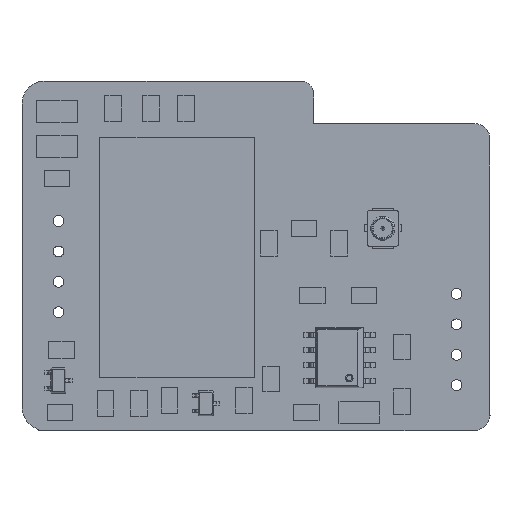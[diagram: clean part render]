
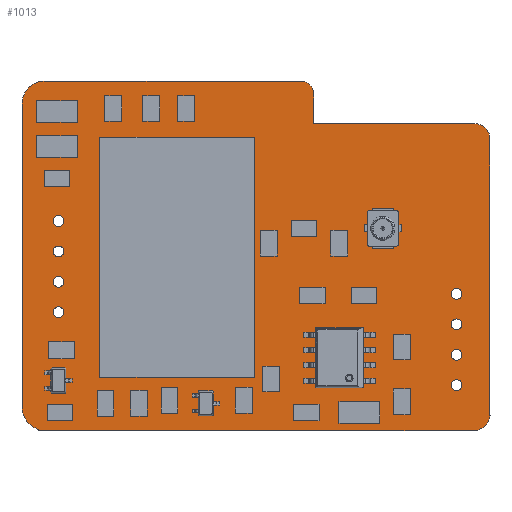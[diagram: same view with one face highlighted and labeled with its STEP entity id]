
A CAD part, top view. The second image highlights one B-rep face of the part: STEP entity #1013.
In plain terms, the highlighted planar face has unit normal (0, 0, 1).
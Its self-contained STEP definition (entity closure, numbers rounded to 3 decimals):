
#160 = VERTEX_POINT('',#161);
#161 = CARTESIAN_POINT('',(79.506,72.359,0.411));
#167 = EDGE_CURVE('',#160,#168,#170,.T.);
#168 = VERTEX_POINT('',#169);
#169 = CARTESIAN_POINT('',(78.105,74.426,0.411));
#170 = CIRCLE('',#171,2.036);
#171 = AXIS2_PLACEMENT_3D('',#172,#173,#174);
#172 = CARTESIAN_POINT('',(80.136,74.295,0.411));
#173 = DIRECTION('',(0.,0.,-1.));
#174 = DIRECTION('',(-0.31,-0.951,0.));
#200 = EDGE_CURVE('',#168,#201,#203,.T.);
#201 = VERTEX_POINT('',#202);
#202 = CARTESIAN_POINT('',(78.105,99.437,0.411));
#203 = LINE('',#204,#205);
#204 = CARTESIAN_POINT('',(78.105,74.426,0.411));
#205 = VECTOR('',#206,1.);
#206 = DIRECTION('',(0.,1.,0.));
#231 = EDGE_CURVE('',#201,#232,#234,.T.);
#232 = VERTEX_POINT('',#233);
#233 = CARTESIAN_POINT('',(79.523,101.415,0.411));
#234 = CIRCLE('',#235,1.91);
#235 = AXIS2_PLACEMENT_3D('',#236,#237,#238);
#236 = CARTESIAN_POINT('',(80.01,99.568,0.411));
#237 = DIRECTION('',(0.,0.,-1.));
#238 = DIRECTION('',(-0.998,-0.069,0.));
#264 = EDGE_CURVE('',#232,#265,#267,.T.);
#265 = VERTEX_POINT('',#266);
#266 = CARTESIAN_POINT('',(79.629,101.472,0.411));
#267 = CIRCLE('',#268,0.127);
#268 = AXIS2_PLACEMENT_3D('',#269,#270,#271);
#269 = CARTESIAN_POINT('',(79.629,101.345,0.411));
#270 = DIRECTION('',(0.,0.,-1.));
#271 = DIRECTION('',(-0.835,0.55,0.));
#297 = EDGE_CURVE('',#265,#298,#300,.T.);
#298 = VERTEX_POINT('',#299);
#299 = CARTESIAN_POINT('',(79.857,101.472,0.411));
#300 = LINE('',#301,#302);
#301 = CARTESIAN_POINT('',(79.629,101.472,0.411));
#302 = VECTOR('',#303,1.);
#303 = DIRECTION('',(1.,0.,0.));
#328 = EDGE_CURVE('',#298,#329,#331,.T.);
#329 = VERTEX_POINT('',#330);
#330 = CARTESIAN_POINT('',(80.163,101.472,0.411));
#331 = CIRCLE('',#332,1.955);
#332 = AXIS2_PLACEMENT_3D('',#333,#334,#335);
#333 = CARTESIAN_POINT('',(80.01,99.523,0.411));
#334 = DIRECTION('',(0.,0.,-1.));
#335 = DIRECTION('',(-0.078,0.997,0.));
#361 = EDGE_CURVE('',#329,#362,#364,.T.);
#362 = VERTEX_POINT('',#363);
#363 = CARTESIAN_POINT('',(101.473,101.472,0.411));
#364 = LINE('',#365,#366);
#365 = CARTESIAN_POINT('',(80.163,101.472,0.411));
#366 = VECTOR('',#367,1.);
#367 = DIRECTION('',(1.,0.,0.));
#392 = EDGE_CURVE('',#362,#393,#395,.T.);
#393 = VERTEX_POINT('',#394);
#394 = CARTESIAN_POINT('',(101.481,101.471,0.411));
#395 = CIRCLE('',#396,0.017);
#396 = AXIS2_PLACEMENT_3D('',#397,#398,#399);
#397 = CARTESIAN_POINT('',(101.475,101.455,0.411));
#398 = DIRECTION('',(0.,0.,-1.));
#399 = DIRECTION('',(-0.12,0.993,0.));
#425 = EDGE_CURVE('',#393,#426,#428,.T.);
#426 = VERTEX_POINT('',#427);
#427 = CARTESIAN_POINT('',(102.489,100.326,0.411));
#428 = CIRCLE('',#429,1.079);
#429 = AXIS2_PLACEMENT_3D('',#430,#431,#432);
#430 = CARTESIAN_POINT('',(101.412,100.394,0.411));
#431 = DIRECTION('',(0.,0.,-1.));
#432 = DIRECTION('',(0.064,0.998,0.));
#458 = EDGE_CURVE('',#426,#459,#461,.T.);
#459 = VERTEX_POINT('',#460);
#460 = CARTESIAN_POINT('',(102.489,97.917,0.411));
#461 = LINE('',#462,#463);
#462 = CARTESIAN_POINT('',(102.489,100.326,0.411));
#463 = VECTOR('',#464,1.);
#464 = DIRECTION('',(0.,-1.,0.));
#489 = EDGE_CURVE('',#459,#490,#492,.T.);
#490 = VERTEX_POINT('',#491);
#491 = CARTESIAN_POINT('',(115.951,97.917,0.411));
#492 = LINE('',#493,#494);
#493 = CARTESIAN_POINT('',(102.489,97.917,0.411));
#494 = VECTOR('',#495,1.);
#495 = DIRECTION('',(1.,0.,0.));
#520 = EDGE_CURVE('',#490,#521,#523,.T.);
#521 = VERTEX_POINT('',#522);
#522 = CARTESIAN_POINT('',(117.221,96.647,0.411));
#523 = CIRCLE('',#524,1.27);
#524 = AXIS2_PLACEMENT_3D('',#525,#526,#527);
#525 = CARTESIAN_POINT('',(115.951,96.647,0.411));
#526 = DIRECTION('',(0.,0.,-1.));
#527 = DIRECTION('',(0.,1.,0.));
#553 = EDGE_CURVE('',#521,#554,#556,.T.);
#554 = VERTEX_POINT('',#555);
#555 = CARTESIAN_POINT('',(117.221,73.533,0.411));
#556 = LINE('',#557,#558);
#557 = CARTESIAN_POINT('',(117.221,96.647,0.411));
#558 = VECTOR('',#559,1.);
#559 = DIRECTION('',(0.,-1.,0.));
#584 = EDGE_CURVE('',#554,#585,#587,.T.);
#585 = VERTEX_POINT('',#586);
#586 = CARTESIAN_POINT('',(117.22,73.515,0.411));
#587 = CIRCLE('',#588,0.082);
#588 = AXIS2_PLACEMENT_3D('',#589,#590,#591);
#589 = CARTESIAN_POINT('',(117.139,73.528,0.411));
#590 = DIRECTION('',(0.,0.,-1.));
#591 = DIRECTION('',(0.998,0.055,0.));
#617 = EDGE_CURVE('',#585,#618,#620,.T.);
#618 = VERTEX_POINT('',#619);
#619 = CARTESIAN_POINT('',(115.561,72.263,0.411));
#620 = CIRCLE('',#621,1.474);
#621 = AXIS2_PLACEMENT_3D('',#622,#623,#624);
#622 = CARTESIAN_POINT('',(115.761,73.723,0.411));
#623 = DIRECTION('',(0.,0.,-1.));
#624 = DIRECTION('',(0.99,-0.141,0.));
#650 = EDGE_CURVE('',#618,#651,#653,.T.);
#651 = VERTEX_POINT('',#652);
#652 = CARTESIAN_POINT('',(79.629,72.263,0.411));
#653 = LINE('',#654,#655);
#654 = CARTESIAN_POINT('',(115.561,72.263,0.411));
#655 = VECTOR('',#656,1.);
#656 = DIRECTION('',(-1.,0.,0.));
#681 = EDGE_CURVE('',#651,#160,#682,.T.);
#682 = CIRCLE('',#683,0.124);
#683 = AXIS2_PLACEMENT_3D('',#684,#685,#686);
#684 = CARTESIAN_POINT('',(79.627,72.387,0.411));
#685 = DIRECTION('',(0.,0.,-1.));
#686 = DIRECTION('',(0.015,-1.,0.));
#707 = VERTEX_POINT('',#708);
#708 = CARTESIAN_POINT('',(81.603,84.709,0.411));
#714 = EDGE_CURVE('',#707,#707,#715,.T.);
#715 = CIRCLE('',#716,0.45);
#716 = AXIS2_PLACEMENT_3D('',#717,#718,#719);
#717 = CARTESIAN_POINT('',(81.153,84.709,0.411));
#718 = DIRECTION('',(0.,0.,1.));
#719 = DIRECTION('',(1.,0.,0.));
#740 = VERTEX_POINT('',#741);
#741 = CARTESIAN_POINT('',(81.603,82.169,0.411));
#747 = EDGE_CURVE('',#740,#740,#748,.T.);
#748 = CIRCLE('',#749,0.45);
#749 = AXIS2_PLACEMENT_3D('',#750,#751,#752);
#750 = CARTESIAN_POINT('',(81.153,82.169,0.411));
#751 = DIRECTION('',(0.,0.,1.));
#752 = DIRECTION('',(1.,0.,0.));
#773 = VERTEX_POINT('',#774);
#774 = CARTESIAN_POINT('',(81.603,89.789,0.411));
#780 = EDGE_CURVE('',#773,#773,#781,.T.);
#781 = CIRCLE('',#782,0.45);
#782 = AXIS2_PLACEMENT_3D('',#783,#784,#785);
#783 = CARTESIAN_POINT('',(81.153,89.789,0.411));
#784 = DIRECTION('',(0.,0.,1.));
#785 = DIRECTION('',(1.,0.,0.));
#806 = VERTEX_POINT('',#807);
#807 = CARTESIAN_POINT('',(81.603,87.249,0.411));
#813 = EDGE_CURVE('',#806,#806,#814,.T.);
#814 = CIRCLE('',#815,0.45);
#815 = AXIS2_PLACEMENT_3D('',#816,#817,#818);
#816 = CARTESIAN_POINT('',(81.153,87.249,0.411));
#817 = DIRECTION('',(0.,0.,1.));
#818 = DIRECTION('',(1.,0.,0.));
#839 = VERTEX_POINT('',#840);
#840 = CARTESIAN_POINT('',(114.877,78.613,0.411));
#846 = EDGE_CURVE('',#839,#839,#847,.T.);
#847 = CIRCLE('',#848,0.45);
#848 = AXIS2_PLACEMENT_3D('',#849,#850,#851);
#849 = CARTESIAN_POINT('',(114.427,78.613,0.411));
#850 = DIRECTION('',(0.,0.,1.));
#851 = DIRECTION('',(1.,0.,0.));
#872 = VERTEX_POINT('',#873);
#873 = CARTESIAN_POINT('',(114.877,76.073,0.411));
#879 = EDGE_CURVE('',#872,#872,#880,.T.);
#880 = CIRCLE('',#881,0.45);
#881 = AXIS2_PLACEMENT_3D('',#882,#883,#884);
#882 = CARTESIAN_POINT('',(114.427,76.073,0.411));
#883 = DIRECTION('',(0.,0.,1.));
#884 = DIRECTION('',(1.,0.,0.));
#905 = VERTEX_POINT('',#906);
#906 = CARTESIAN_POINT('',(114.877,83.693,0.411));
#912 = EDGE_CURVE('',#905,#905,#913,.T.);
#913 = CIRCLE('',#914,0.45);
#914 = AXIS2_PLACEMENT_3D('',#915,#916,#917);
#915 = CARTESIAN_POINT('',(114.427,83.693,0.411));
#916 = DIRECTION('',(0.,0.,1.));
#917 = DIRECTION('',(1.,0.,0.));
#938 = VERTEX_POINT('',#939);
#939 = CARTESIAN_POINT('',(114.877,81.153,0.411));
#945 = EDGE_CURVE('',#938,#938,#946,.T.);
#946 = CIRCLE('',#947,0.45);
#947 = AXIS2_PLACEMENT_3D('',#948,#949,#950);
#948 = CARTESIAN_POINT('',(114.427,81.153,0.411));
#949 = DIRECTION('',(0.,0.,1.));
#950 = DIRECTION('',(1.,0.,0.));
#1013 = ADVANCED_FACE('',(#1014,#1033,#1036,#1039,#1042,#1045,#1048,
    #1051,#1054),#1057,.T.);
#1014 = FACE_BOUND('',#1015,.F.);
#1015 = EDGE_LOOP('',(#1016,#1017,#1018,#1019,#1020,#1021,#1022,#1023,
    #1024,#1025,#1026,#1027,#1028,#1029,#1030,#1031,#1032));
#1016 = ORIENTED_EDGE('',*,*,#167,.T.);
#1017 = ORIENTED_EDGE('',*,*,#200,.T.);
#1018 = ORIENTED_EDGE('',*,*,#231,.T.);
#1019 = ORIENTED_EDGE('',*,*,#264,.T.);
#1020 = ORIENTED_EDGE('',*,*,#297,.T.);
#1021 = ORIENTED_EDGE('',*,*,#328,.T.);
#1022 = ORIENTED_EDGE('',*,*,#361,.T.);
#1023 = ORIENTED_EDGE('',*,*,#392,.T.);
#1024 = ORIENTED_EDGE('',*,*,#425,.T.);
#1025 = ORIENTED_EDGE('',*,*,#458,.T.);
#1026 = ORIENTED_EDGE('',*,*,#489,.T.);
#1027 = ORIENTED_EDGE('',*,*,#520,.T.);
#1028 = ORIENTED_EDGE('',*,*,#553,.T.);
#1029 = ORIENTED_EDGE('',*,*,#584,.T.);
#1030 = ORIENTED_EDGE('',*,*,#617,.T.);
#1031 = ORIENTED_EDGE('',*,*,#650,.T.);
#1032 = ORIENTED_EDGE('',*,*,#681,.T.);
#1033 = FACE_BOUND('',#1034,.T.);
#1034 = EDGE_LOOP('',(#1035));
#1035 = ORIENTED_EDGE('',*,*,#714,.F.);
#1036 = FACE_BOUND('',#1037,.T.);
#1037 = EDGE_LOOP('',(#1038));
#1038 = ORIENTED_EDGE('',*,*,#747,.F.);
#1039 = FACE_BOUND('',#1040,.T.);
#1040 = EDGE_LOOP('',(#1041));
#1041 = ORIENTED_EDGE('',*,*,#780,.F.);
#1042 = FACE_BOUND('',#1043,.T.);
#1043 = EDGE_LOOP('',(#1044));
#1044 = ORIENTED_EDGE('',*,*,#813,.F.);
#1045 = FACE_BOUND('',#1046,.T.);
#1046 = EDGE_LOOP('',(#1047));
#1047 = ORIENTED_EDGE('',*,*,#846,.F.);
#1048 = FACE_BOUND('',#1049,.T.);
#1049 = EDGE_LOOP('',(#1050));
#1050 = ORIENTED_EDGE('',*,*,#879,.F.);
#1051 = FACE_BOUND('',#1052,.T.);
#1052 = EDGE_LOOP('',(#1053));
#1053 = ORIENTED_EDGE('',*,*,#912,.F.);
#1054 = FACE_BOUND('',#1055,.T.);
#1055 = EDGE_LOOP('',(#1056));
#1056 = ORIENTED_EDGE('',*,*,#945,.F.);
#1057 = PLANE('',#1058);
#1058 = AXIS2_PLACEMENT_3D('',#1059,#1060,#1061);
#1059 = CARTESIAN_POINT('',(79.506,72.359,0.411));
#1060 = DIRECTION('',(0.,0.,1.));
#1061 = DIRECTION('',(1.,0.,0.));
